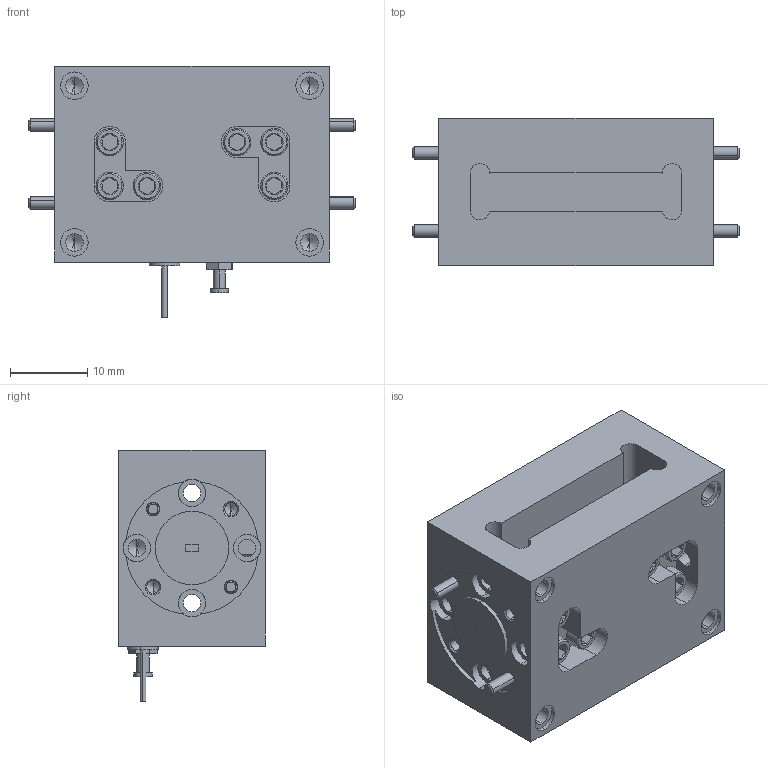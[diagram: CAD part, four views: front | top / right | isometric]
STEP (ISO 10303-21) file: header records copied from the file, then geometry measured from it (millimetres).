
FILE_DESCRIPTION (( 'STEP AP203' ), '1' );
FILE_NAME ('DEFEATURED SBL-1141741365-0606-E1.STEP', '2020-11-12T23:09:14', ( '' ), ( '' ), 'SwSTEP 2.0', 'SolidWorks 2020', '' );
FILE_SCHEMA (( 'CONFIG_CONTROL_DESIGN' ));
Length unit declared in the file: millimetre
Products named in the file (1): DEFEATURED SBL-1141741365-0606-E1
Bounding box: 42.29 x 19.05 x 32.64 mm (x, y, z)
Volume: 13959.1 mm3; surface area: 8180.9 mm2
Topology: 6 solids, 6 shells, 562 faces, 1359 edges, 828 vertices
Faces by surface type: plane 223, cylinder 181, cone 158
Entity records: 16408 total; most frequent: CARTESIAN_POINT 3292, DIRECTION 2815, ORIENTED_EDGE 2630, EDGE_CURVE 1315, AXIS2_PLACEMENT_3D 1075, VERTEX_POINT 828, VECTOR 665, LINE 665
